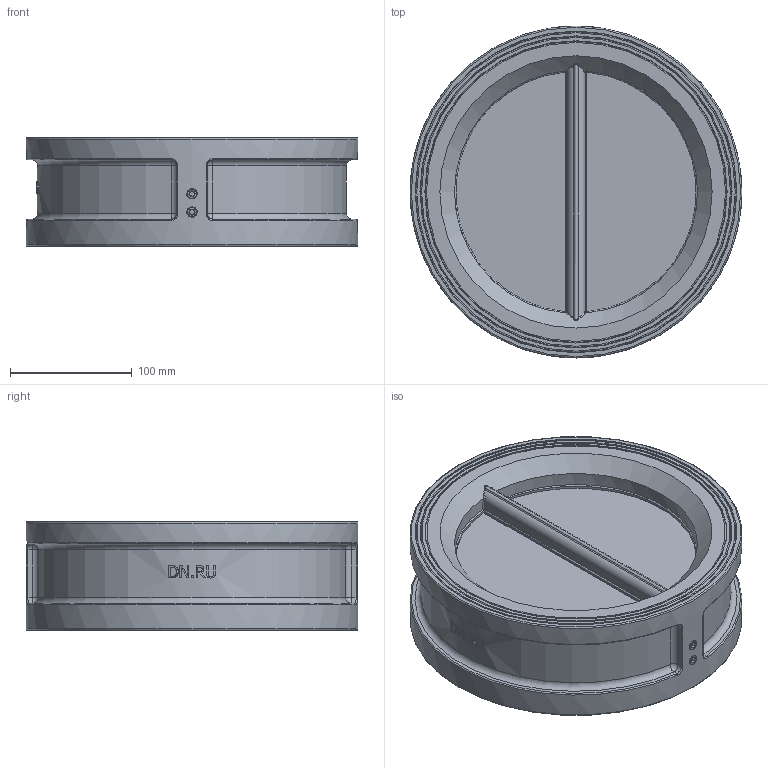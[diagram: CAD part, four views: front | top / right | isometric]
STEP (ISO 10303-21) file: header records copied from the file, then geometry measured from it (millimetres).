
FILE_DESCRIPTION(/* description */ (''),/* implementation_level */ '2;1');
FILE_NAME(/* name */ 'DN200_3D_STEP.stp',/* time_stamp */ '2025-04-16T00:09:26+03:00',/* author */ ('igorr'),/* organization */ (''),/* preprocessor_version */ 'ST-DEVELOPER v20',/* originating_system */ 'Autodesk Inventor 2025',/* authorisation */ '');
FILE_SCHEMA (('AUTOMOTIVE_DESIGN { 1 0 10303 214 3 1 1 }'));
Length unit declared in the file: millimetre
Products named in the file (4): Сборка1; Деталь; Пружина; AS 1420 - 1973 - M5 x 10
Assembly tree (7 placements, depth 2):
  Сборка1
    Деталь
    Пружина  x2
    AS 1420 - 1973 - M5 x 10  x4
Bounding box: 273 x 273 x 89 mm (x, y, z)
Volume: 1994762.9 mm3; surface area: 296040.7 mm2
Topology: 9 solids, 9 shells, 306 faces, 765 edges, 492 vertices
Faces by surface type: plane 131, cylinder 74, bspline 47, torus 33, sphere 12, cone 9
Full cylindrical faces by diameter (mm): 1.5 x4, 1.927 x2, 5 x6, 8.5 x4, 10 x6, 11 x1, 15 x1, 235 x1, 273 x1
Entity records: 13367 total; most frequent: CARTESIAN_POINT 7086, ORIENTED_EDGE 1262, DIRECTION 1145, EDGE_CURVE 631, AXIS2_PLACEMENT_3D 443, VERTEX_POINT 403, EDGE_LOOP 284, LINE 259
